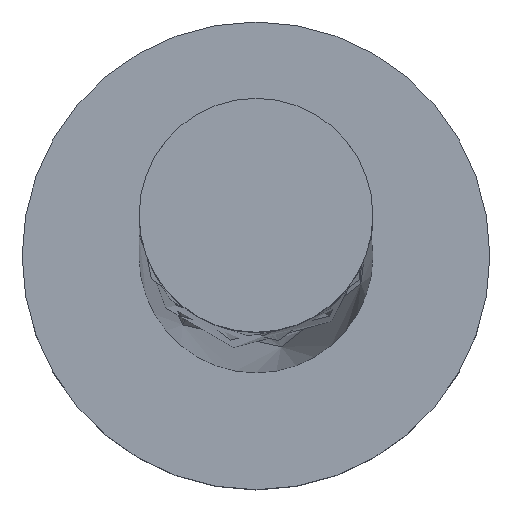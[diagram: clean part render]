
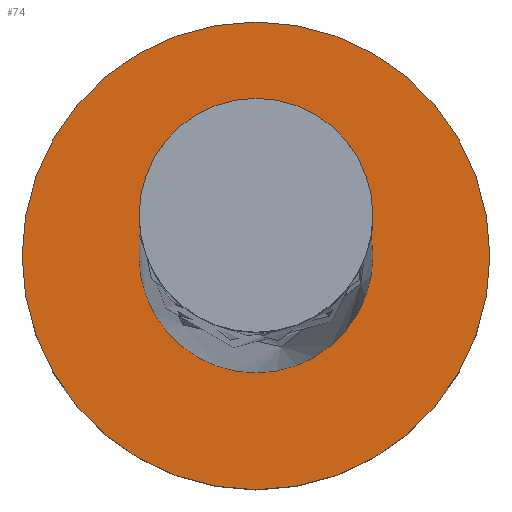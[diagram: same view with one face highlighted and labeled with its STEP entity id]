
A CAD part, top view. The second image highlights one B-rep face of the part: STEP entity #74.
In plain terms, the highlighted planar face has unit normal (0, 0, 1).
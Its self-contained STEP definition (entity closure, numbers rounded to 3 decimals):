
#2 = EDGE_CURVE ( 'NONE', #981, #1661, #418, .T. ) ;
#74 = ADVANCED_FACE ( 'NONE', ( #455, #770 ), #179, .T. ) ;
#179 = PLANE ( 'NONE',  #639 ) ;
#223 = DIRECTION ( 'NONE',  ( 1., 0., 0. ) ) ;
#246 = EDGE_CURVE ( 'NONE', #1661, #981, #674, .T. ) ;
#309 = DIRECTION ( 'NONE',  ( 0., 0., 1. ) ) ;
#327 = CARTESIAN_POINT ( 'NONE',  ( 0., 0., 3. ) ) ;
#374 = CARTESIAN_POINT ( 'NONE',  ( 0., 0., 3. ) ) ;
#382 = CIRCLE ( 'NONE', #1763, 5. ) ;
#418 = CIRCLE ( 'NONE', #1645, 2.5 ) ;
#455 = FACE_BOUND ( 'NONE', #1535, .T. ) ;
#463 = DIRECTION ( 'NONE',  ( 1., 0., 0. ) ) ;
#492 = DIRECTION ( 'NONE',  ( 1., 0., 0. ) ) ;
#639 = AXIS2_PLACEMENT_3D ( 'NONE', #957, #1250, #492 ) ;
#652 = CARTESIAN_POINT ( 'NONE',  ( 5., 0., 3. ) ) ;
#671 = CARTESIAN_POINT ( 'NONE',  ( -5., 0., 3. ) ) ;
#674 = CIRCLE ( 'NONE', #923, 2.5 ) ;
#691 = CARTESIAN_POINT ( 'NONE',  ( 0., 0., 3. ) ) ;
#706 = DIRECTION ( 'NONE',  ( 0., 0., 1. ) ) ;
#770 = FACE_OUTER_BOUND ( 'NONE', #1395, .T. ) ;
#785 = CARTESIAN_POINT ( 'NONE',  ( 2.5, 0., 3. ) ) ;
#865 = CARTESIAN_POINT ( 'NONE',  ( -2.5, 0., 3. ) ) ;
#889 = EDGE_CURVE ( 'NONE', #959, #1450, #382, .T. ) ;
#919 = DIRECTION ( 'NONE',  ( 1., 0., 0. ) ) ;
#923 = AXIS2_PLACEMENT_3D ( 'NONE', #374, #1605, #223 ) ;
#957 = CARTESIAN_POINT ( 'NONE',  ( 0., 0., 3. ) ) ;
#959 = VERTEX_POINT ( 'NONE', #652 ) ;
#981 = VERTEX_POINT ( 'NONE', #785 ) ;
#1162 = DIRECTION ( 'NONE',  ( 1., 0., 0. ) ) ;
#1250 = DIRECTION ( 'NONE',  ( 0., 0., 1. ) ) ;
#1305 = ORIENTED_EDGE ( 'NONE', *, *, #2, .F. ) ;
#1343 = AXIS2_PLACEMENT_3D ( 'NONE', #691, #706, #1162 ) ;
#1395 = EDGE_LOOP ( 'NONE', ( #1886, #1486 ) ) ;
#1408 = EDGE_CURVE ( 'NONE', #1450, #959, #1411, .T. ) ;
#1411 = CIRCLE ( 'NONE', #1343, 5. ) ;
#1450 = VERTEX_POINT ( 'NONE', #671 ) ;
#1486 = ORIENTED_EDGE ( 'NONE', *, *, #889, .T. ) ;
#1535 = EDGE_LOOP ( 'NONE', ( #1747, #1305 ) ) ;
#1555 = CARTESIAN_POINT ( 'NONE',  ( 0., 0., 3. ) ) ;
#1560 = DIRECTION ( 'NONE',  ( 0., 0., 1. ) ) ;
#1605 = DIRECTION ( 'NONE',  ( 0., 0., 1. ) ) ;
#1645 = AXIS2_PLACEMENT_3D ( 'NONE', #1555, #309, #919 ) ;
#1661 = VERTEX_POINT ( 'NONE', #865 ) ;
#1747 = ORIENTED_EDGE ( 'NONE', *, *, #246, .F. ) ;
#1763 = AXIS2_PLACEMENT_3D ( 'NONE', #327, #1560, #463 ) ;
#1886 = ORIENTED_EDGE ( 'NONE', *, *, #1408, .T. ) ;
